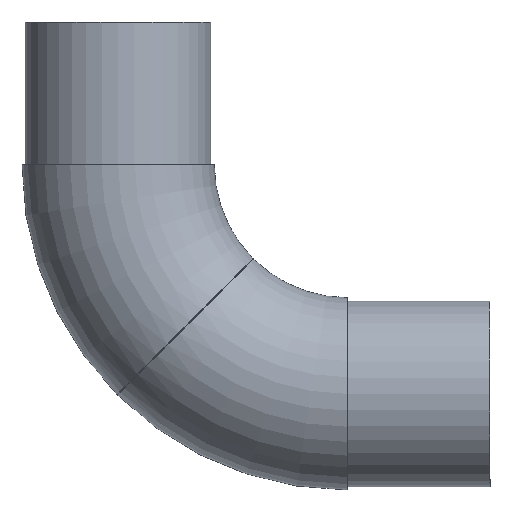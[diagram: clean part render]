
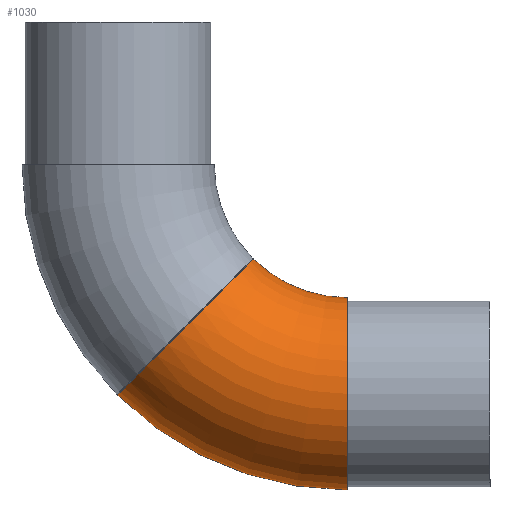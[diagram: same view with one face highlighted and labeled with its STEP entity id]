
A CAD part, front view. The second image highlights one B-rep face of the part: STEP entity #1030.
In plain terms, the highlighted toroidal (fillet/blend) face has major radius 40.15 mm and minor radius 16.85 mm.
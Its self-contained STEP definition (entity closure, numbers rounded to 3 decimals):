
#44 = CARTESIAN_POINT ( 'NONE',  ( -5.68, -4.916, -1.876 ) ) ;
#57 = EDGE_LOOP ( 'NONE', ( #411, #1711, #1553, #851, #315 ) ) ;
#75 = CIRCLE ( 'NONE', #193, 16.85 ) ;
#92 = CARTESIAN_POINT ( 'NONE',  ( 12.056, -14.293, 15.86 ) ) ;
#93 = VERTEX_POINT ( 'NONE', #1748 ) ;
#104 = CARTESIAN_POINT ( 'NONE',  ( 16.94, -5.749, 20.746 ) ) ;
#120 = CARTESIAN_POINT ( 'NONE',  ( 10.045, -15.744, 13.85 ) ) ;
#167 = VERTEX_POINT ( 'NONE', #1166 ) ;
#193 = AXIS2_PLACEMENT_3D ( 'NONE', #630, #1135, #1713 ) ;
#199 = CARTESIAN_POINT ( 'NONE',  ( -6.114, -1.771, -2.31 ) ) ;
#210 = DIRECTION ( 'NONE',  ( 0., -1., 0. ) ) ;
#290 = CARTESIAN_POINT ( 'NONE',  ( 17.365, -3.697, 21.17 ) ) ;
#315 = ORIENTED_EDGE ( 'NONE', *, *, #1325, .F. ) ;
#410 = CARTESIAN_POINT ( 'NONE',  ( -6.016, -2.838, -2.212 ) ) ;
#411 = ORIENTED_EDGE ( 'NONE', *, *, #2414, .F. ) ;
#424 = TOROIDAL_SURFACE ( 'NONE', #824, 40.15, 16.85 ) ;
#429 = AXIS2_PLACEMENT_3D ( 'NONE', #971, #210, #1361 ) ;
#451 = CARTESIAN_POINT ( 'NONE',  ( -6.136, -1.476, -2.332 ) ) ;
#476 = CARTESIAN_POINT ( 'NONE',  ( 7.115, -16.745, 10.919 ) ) ;
#512 = CARTESIAN_POINT ( 'NONE',  ( 13.294, -13.067, 17.099 ) ) ;
#524 = CARTESIAN_POINT ( 'NONE',  ( 7.86, -16.588, 11.665 ) ) ;
#555 = DIRECTION ( 'NONE',  ( 0., -1., 0. ) ) ;
#585 = CIRCLE ( 'NONE', #2365, 57. ) ;
#600 = CARTESIAN_POINT ( 'NONE',  ( -6.074, -2.305, -2.27 ) ) ;
#611 = CARTESIAN_POINT ( 'NONE',  ( -4.978, -7.397, -1.173 ) ) ;
#630 = CARTESIAN_POINT ( 'NONE',  ( 34.054, 0., -2.15 ) ) ;
#660 = CARTESIAN_POINT ( 'NONE',  ( -2.554, -12.117, 1.251 ) ) ;
#673 = CARTESIAN_POINT ( 'NONE',  ( 6.368, -16.851, 10.172 ) ) ;
#683 = CARTESIAN_POINT ( 'NONE',  ( 13.86, -12.37, 17.665 ) ) ;
#695 = CARTESIAN_POINT ( 'NONE',  ( 3.359, -16.546, 7.164 ) ) ;
#707 = VERTEX_POINT ( 'NONE', #1894 ) ;
#715 = EDGE_CURVE ( 'NONE', #2115, #167, #585, .T. ) ;
#762 = CARTESIAN_POINT ( 'NONE',  ( 34.054, 0., 38. ) ) ;
#785 = B_SPLINE_CURVE_WITH_KNOTS ( 'NONE', 3,
 ( #2123, #1753, #1764, #451, #979 ),
 .UNSPECIFIED., .F., .F.,
 ( 4, 1, 4 ),
 ( 0., 0.001, 0.002 ),
 .UNSPECIFIED. ) ;
#798 = CARTESIAN_POINT ( 'NONE',  ( -5.14, -6.908, -1.335 ) ) ;
#824 = AXIS2_PLACEMENT_3D ( 'NONE', #1468, #555, #1867 ) ;
#850 = CARTESIAN_POINT ( 'NONE',  ( 14.637, -11.212, 18.442 ) ) ;
#851 = ORIENTED_EDGE ( 'NONE', *, *, #1796, .F. ) ;
#861 = CARTESIAN_POINT ( 'NONE',  ( 4.486, -16.766, 8.29 ) ) ;
#878 = CARTESIAN_POINT ( 'NONE',  ( 17.577, -2.134, 21.382 ) ) ;
#889 = CARTESIAN_POINT ( 'NONE',  ( 0.521, -15.16, 4.325 ) ) ;
#971 = CARTESIAN_POINT ( 'NONE',  ( 34.054, 0., 38. ) ) ;
#979 = CARTESIAN_POINT ( 'NONE',  ( -6.114, -1.771, -2.31 ) ) ;
#1030 = ADVANCED_FACE ( 'NONE', ( #1093 ), #424, .T. ) ;
#1036 = CARTESIAN_POINT ( 'NONE',  ( 1.562, -15.792, 5.366 ) ) ;
#1048 = CARTESIAN_POINT ( 'NONE',  ( 17.649, 0., 21.454 ) ) ;
#1062 = CARTESIAN_POINT ( 'NONE',  ( -0.803, -14.127, 3.001 ) ) ;
#1093 = FACE_OUTER_BOUND ( 'NONE', #57, .T. ) ;
#1135 = DIRECTION ( 'NONE',  ( 1., 0., 0. ) ) ;
#1166 = CARTESIAN_POINT ( 'NONE',  ( 34.054, 0., -19. ) ) ;
#1185 = CARTESIAN_POINT ( 'NONE',  ( -5.427, -5.919, -1.623 ) ) ;
#1233 = CARTESIAN_POINT ( 'NONE',  ( -4.036, -9.701, -0.232 ) ) ;
#1283 = CARTESIAN_POINT ( 'NONE',  ( 5.617, -16.858, 9.422 ) ) ;
#1325 = EDGE_CURVE ( 'NONE', #2337, #93, #2229, .T. ) ;
#1338 = CIRCLE ( 'NONE', #429, 23.3 ) ;
#1361 = DIRECTION ( 'NONE',  ( 0., 0., -1. ) ) ;
#1416 = CARTESIAN_POINT ( 'NONE',  ( 0.18, -14.917, 3.985 ) ) ;
#1428 = CARTESIAN_POINT ( 'NONE',  ( 15.352, -9.96, 19.157 ) ) ;
#1438 = CARTESIAN_POINT ( 'NONE',  ( 8.233, -16.484, 12.038 ) ) ;
#1448 = CARTESIAN_POINT ( 'NONE',  ( 4.865, -16.813, 8.669 ) ) ;
#1468 = CARTESIAN_POINT ( 'NONE',  ( 34.054, 0., 38. ) ) ;
#1519 = DIRECTION ( 'NONE',  ( 0., -1., 0. ) ) ;
#1553 = ORIENTED_EDGE ( 'NONE', *, *, #2096, .F. ) ;
#1602 = CARTESIAN_POINT ( 'NONE',  ( 9.337, -16.097, 13.142 ) ) ;
#1626 = CARTESIAN_POINT ( 'NONE',  ( -3.332, -10.946, 0.473 ) ) ;
#1636 = CARTESIAN_POINT ( 'NONE',  ( 17.649, -1.076, 21.454 ) ) ;
#1711 = ORIENTED_EDGE ( 'NONE', *, *, #715, .T. ) ;
#1713 = DIRECTION ( 'NONE',  ( 0., 0., -1. ) ) ;
#1737 = CARTESIAN_POINT ( 'NONE',  ( -5.865, -3.884, -2.061 ) ) ;
#1748 = CARTESIAN_POINT ( 'NONE',  ( 17.649, 0., 21.454 ) ) ;
#1753 = CARTESIAN_POINT ( 'NONE',  ( -6.18, -0.296, -2.376 ) ) ;
#1764 = CARTESIAN_POINT ( 'NONE',  ( -6.169, -0.887, -2.365 ) ) ;
#1789 = CARTESIAN_POINT ( 'NONE',  ( 11.401, -14.832, 15.206 ) ) ;
#1796 = EDGE_CURVE ( 'NONE', #93, #707, #1338, .T. ) ;
#1801 = CARTESIAN_POINT ( 'NONE',  ( 16.177, -8.182, 19.982 ) ) ;
#1816 = CARTESIAN_POINT ( 'NONE',  ( 12.376, -14., 16.181 ) ) ;
#1827 = CARTESIAN_POINT ( 'NONE',  ( 11.067, -15.077, 14.872 ) ) ;
#1867 = DIRECTION ( 'NONE',  ( -1., 0., 0. ) ) ;
#1894 = CARTESIAN_POINT ( 'NONE',  ( 34.054, 0., 14.7 ) ) ;
#1982 = CARTESIAN_POINT ( 'NONE',  ( 17.277, -4.213, 21.082 ) ) ;
#1994 = CARTESIAN_POINT ( 'NONE',  ( 1.211, -15.598, 5.016 ) ) ;
#2032 = CARTESIAN_POINT ( 'NONE',  ( -1.418, -13.518, 2.387 ) ) ;
#2096 = EDGE_CURVE ( 'NONE', #707, #167, #75, .T. ) ;
#2100 = CARTESIAN_POINT ( 'NONE',  ( -6.18, 0., -2.376 ) ) ;
#2115 = VERTEX_POINT ( 'NONE', #2100 ) ;
#2123 = CARTESIAN_POINT ( 'NONE',  ( -6.18, 0., -2.376 ) ) ;
#2141 = DIRECTION ( 'NONE',  ( 0., 0., -1. ) ) ;
#2155 = CARTESIAN_POINT ( 'NONE',  ( -6.114, -1.771, -2.31 ) ) ;
#2171 = CARTESIAN_POINT ( 'NONE',  ( 14.884, -10.806, 18.689 ) ) ;
#2183 = CARTESIAN_POINT ( 'NONE',  ( 17.065, -5.238, 20.87 ) ) ;
#2205 = CARTESIAN_POINT ( 'NONE',  ( -2.277, -12.483, 1.527 ) ) ;
#2218 = CARTESIAN_POINT ( 'NONE',  ( -4.448, -8.814, -0.644 ) ) ;
#2229 = B_SPLINE_CURVE_WITH_KNOTS ( 'NONE', 3,
 ( #2155, #600, #410, #1737, #44, #1185, #798, #611, #2218, #1233, #1626, #2396, #660, #2205, #2032, #1062, #1416, #889, #1994, #1036, #2385, #695, #861, #1448, #1283, #673, #476, #524, #1438, #1602, #120, #1827, #1789, #92, #1816, #512, #683, #850, #2171, #1428, #2358, #1801, #2406, #104, #2183, #1982, #290, #878, #1636, #1048 ),
 .UNSPECIFIED., .F., .F.,
 ( 4, 2, 1, 2, 2, 2, 2, 2, 2, 2, 2, 2, 2, 1, 2, 2, 2, 2, 2, 2, 2, 2, 2, 2, 2, 4 ),
 ( 0.002, 0.003, 0.005, 0.007, 0.008, 0.011, 0.013, 0.015, 0.018, 0.019, 0.021, 0.024, 0.026, 0.028, 0.029, 0.031, 0.034, 0.036, 0.037, 0.04, 0.042, 0.044, 0.047, 0.049, 0.05, 0.053 ),
 .UNSPECIFIED. ) ;
#2337 = VERTEX_POINT ( 'NONE', #199 ) ;
#2358 = CARTESIAN_POINT ( 'NONE',  ( 15.57, -9.524, 19.375 ) ) ;
#2365 = AXIS2_PLACEMENT_3D ( 'NONE', #762, #1519, #2141 ) ;
#2385 = CARTESIAN_POINT ( 'NONE',  ( 2.628, -16.302, 6.433 ) ) ;
#2396 = CARTESIAN_POINT ( 'NONE',  ( -3.083, -11.346, 0.722 ) ) ;
#2406 = CARTESIAN_POINT ( 'NONE',  ( 16.52, -7.238, 20.325 ) ) ;
#2414 = EDGE_CURVE ( 'NONE', #2115, #2337, #785, .T. ) ;
